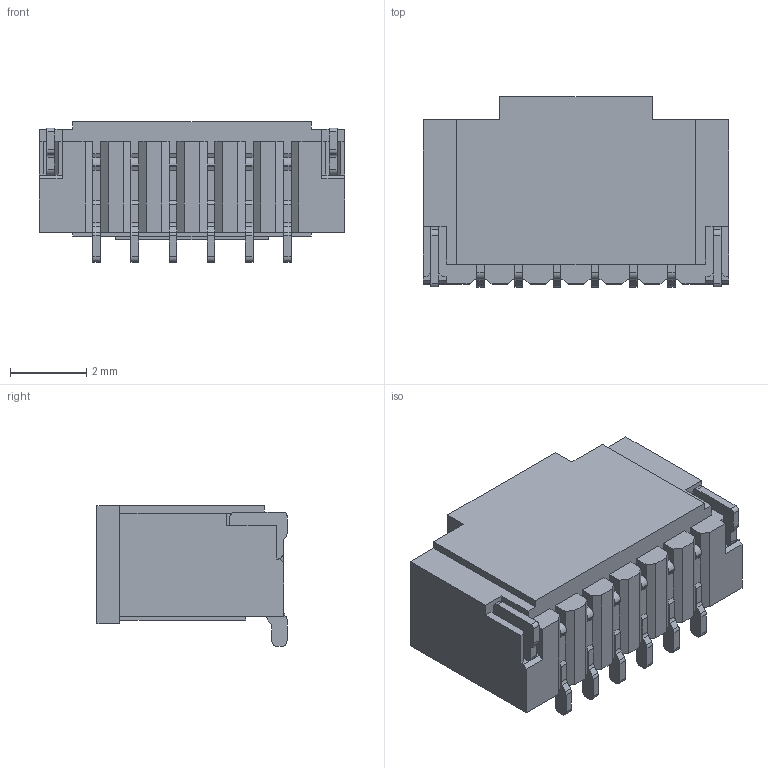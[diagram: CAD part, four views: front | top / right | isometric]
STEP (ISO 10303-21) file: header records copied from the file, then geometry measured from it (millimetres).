
FILE_DESCRIPTION((''),'2;1');
FILE_NAME('JS-1254-06','2018-05-09T',('csrd01'),(''),'CREO PARAMETRIC BY PTC INC, 2017300','CREO PARAMETRIC BY PTC INC, 2017300','');
FILE_SCHEMA(('CONFIG_CONTROL_DESIGN'));
Length unit declared in the file: millimetre
Products named in the file (1): JS-1254-06
Bounding box: 8 x 4.98 x 3.69 mm (x, y, z)
Volume: 64.7 mm3; surface area: 257 mm2
Topology: 1 solids, 23 shells, 535 faces, 1321 edges, 844 vertices
Faces by surface type: plane 419, cylinder 116
Entity records: 15719 total; most frequent: CARTESIAN_POINT 2970, ORIENTED_EDGE 2642, DIRECTION 2555, EDGE_CURVE 1321, VECTOR 1061, LINE 1061, VERTEX_POINT 844, AXIS2_PLACEMENT_3D 747
